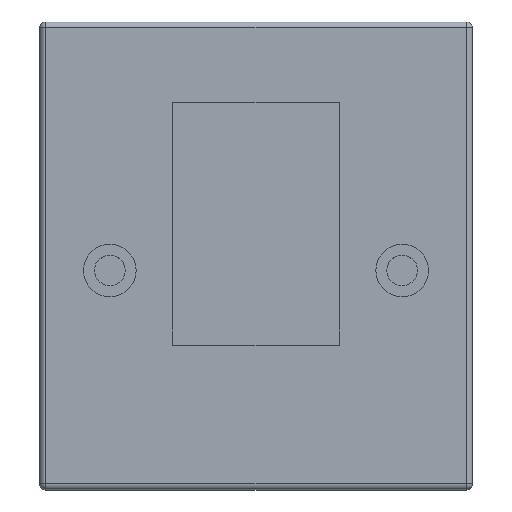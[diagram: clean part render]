
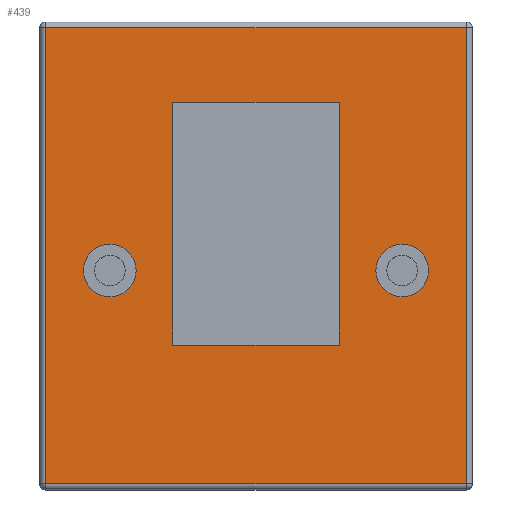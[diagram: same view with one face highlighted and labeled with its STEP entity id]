
A CAD part, top view. The second image highlights one B-rep face of the part: STEP entity #439.
In plain terms, the highlighted planar face has unit normal (0, 0, 1).
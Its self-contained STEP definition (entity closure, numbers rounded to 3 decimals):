
#73=CARTESIAN_POINT('',(28.5,-30.5,0.0));
#74=VERTEX_POINT('',#73);
#75=CARTESIAN_POINT('',(-28.5,-30.5,0.0));
#76=VERTEX_POINT('',#75);
#77=CARTESIAN_POINT('',(28.5,-30.5,0.0));
#78=DIRECTION('',(-1.0,0.0,0.0));
#79=VECTOR('',#78,57.);
#80=LINE('',#77,#79);
#81=EDGE_CURVE('',#74,#76,#80,.T.);
#121=CARTESIAN_POINT('',(-28.5,52.5,0.0));
#122=VERTEX_POINT('',#121);
#129=CARTESIAN_POINT('',(-28.5,-30.5,0.0));
#130=DIRECTION('',(0.0,1.0,0.0));
#131=VECTOR('',#130,83.);
#132=LINE('',#129,#131);
#133=EDGE_CURVE('',#76,#122,#132,.T.);
#153=CARTESIAN_POINT('',(28.5,52.5,0.0));
#154=VERTEX_POINT('',#153);
#155=CARTESIAN_POINT('',(28.5,52.5,0.0));
#156=DIRECTION('',(0.0,-1.0,0.0));
#157=VECTOR('',#156,83.0);
#158=LINE('',#155,#157);
#159=EDGE_CURVE('',#154,#74,#158,.T.);
#182=CARTESIAN_POINT('',(-28.5,52.5,0.0));
#183=DIRECTION('',(1.0,0.0,0.0));
#184=VECTOR('',#183,57.);
#185=LINE('',#182,#184);
#186=EDGE_CURVE('',#122,#154,#185,.T.);
#317=CARTESIAN_POINT('',(59.0,-5.,0.0));
#318=VERTEX_POINT('',#317);
#319=CARTESIAN_POINT('',(50.0,-5.0,0.0));
#320=DIRECTION('',(0.0,0.0,-1.0));
#321=DIRECTION('',(-1.0,0.0,0.0));
#322=AXIS2_PLACEMENT_3D('',#319,#320,#321);
#323=CIRCLE('',#322,9.0);
#324=EDGE_CURVE('',#318,#318,#323,.T.);
#345=CARTESIAN_POINT('',(-41.0,-5.,0.0));
#346=VERTEX_POINT('',#345);
#347=CARTESIAN_POINT('',(-50.0,-5.0,0.0));
#348=DIRECTION('',(0.0,0.0,-1.0));
#349=DIRECTION('',(-1.0,0.0,0.0));
#350=AXIS2_PLACEMENT_3D('',#347,#348,#349);
#351=CIRCLE('',#350,9.0);
#352=EDGE_CURVE('',#346,#346,#351,.T.);
#388=CARTESIAN_POINT('',(0.,0.,0.0));
#389=DIRECTION('',(0.0,0.0,1.0));
#390=DIRECTION('',(1.0,0.0,0.0));
#391=AXIS2_PLACEMENT_3D('',#388,#389,#390);
#392=PLANE('',#391);
#393=CARTESIAN_POINT('',(-72.,-78.0,0.0));
#394=VERTEX_POINT('',#393);
#395=CARTESIAN_POINT('',(-72.,78.0,0.0));
#396=VERTEX_POINT('',#395);
#397=CARTESIAN_POINT('',(-72.,-78.0,0.0));
#398=DIRECTION('',(0.0,1.0,0.0));
#399=VECTOR('',#398,156.0);
#400=LINE('',#397,#399);
#401=EDGE_CURVE('',#394,#396,#400,.T.);
#402=ORIENTED_EDGE('',*,*,#401,.F.);
#403=CARTESIAN_POINT('',(72.,-78.0,0.0));
#404=VERTEX_POINT('',#403);
#405=CARTESIAN_POINT('',(72.,-78.0,0.0));
#406=DIRECTION('',(-1.0,0.0,0.0));
#407=VECTOR('',#406,144.);
#408=LINE('',#405,#407);
#409=EDGE_CURVE('',#404,#394,#408,.T.);
#410=ORIENTED_EDGE('',*,*,#409,.F.);
#411=CARTESIAN_POINT('',(72.0,78.0,0.0));
#412=VERTEX_POINT('',#411);
#413=CARTESIAN_POINT('',(72.0,78.0,0.0));
#414=DIRECTION('',(0.0,-1.0,0.0));
#415=VECTOR('',#414,156.0);
#416=LINE('',#413,#415);
#417=EDGE_CURVE('',#412,#404,#416,.T.);
#418=ORIENTED_EDGE('',*,*,#417,.F.);
#419=CARTESIAN_POINT('',(-72.,78.0,0.0));
#420=DIRECTION('',(1.0,0.0,0.0));
#421=VECTOR('',#420,144.0);
#422=LINE('',#419,#421);
#423=EDGE_CURVE('',#396,#412,#422,.T.);
#424=ORIENTED_EDGE('',*,*,#423,.F.);
#425=EDGE_LOOP('',(#402,#410,#418,#424));
#426=FACE_OUTER_BOUND('',#425,.T.);
#427=ORIENTED_EDGE('',*,*,#352,.T.);
#428=EDGE_LOOP('',(#427));
#429=FACE_BOUND('',#428,.T.);
#430=ORIENTED_EDGE('',*,*,#324,.T.);
#431=EDGE_LOOP('',(#430));
#432=FACE_BOUND('',#431,.T.);
#433=ORIENTED_EDGE('',*,*,#81,.T.);
#434=ORIENTED_EDGE('',*,*,#133,.T.);
#435=ORIENTED_EDGE('',*,*,#186,.T.);
#436=ORIENTED_EDGE('',*,*,#159,.T.);
#437=EDGE_LOOP('',(#433,#434,#435,#436));
#438=FACE_BOUND('',#437,.T.);
#439=ADVANCED_FACE('',(#426,#429,#432,#438),#392,.T.);
